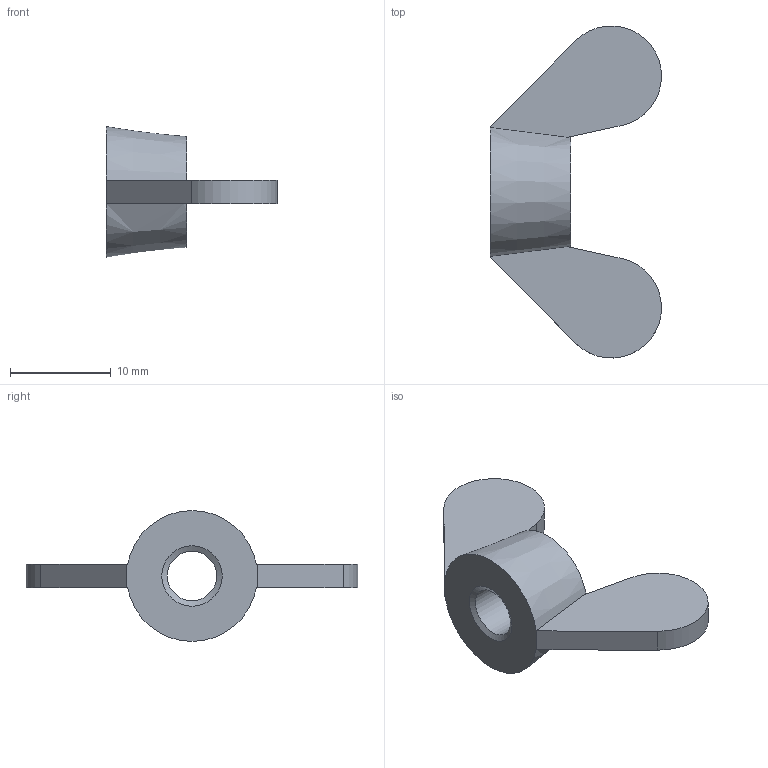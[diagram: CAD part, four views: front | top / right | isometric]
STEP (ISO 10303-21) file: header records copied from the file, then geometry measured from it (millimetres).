
FILE_DESCRIPTION(/* description */ ('Wing Nut'),/* implementation_level */ '2;1');
FILE_NAME(/* name */ 'DIN 315 - M6.stp',/* time_stamp */ '2019-07-07T13:28:11-07:00',/* author */ ('ZEUSLAP'),/* organization */ (''),/* preprocessor_version */ 'ST-DEVELOPER v16.13',/* originating_system */ 'Autodesk Inventor 2018',/* authorisation */ '');
FILE_SCHEMA (('AUTOMOTIVE_DESIGN { 1 0 10303 214 3 1 1 }'));
Length unit declared in the file: millimetre
Products named in the file (1): DIN 315 - M6
Bounding box: 17 x 32.99 x 13 mm (x, y, z)
Volume: 1285.8 mm3; surface area: 1207.6 mm2
Topology: 1 solids, 1 shells, 16 faces, 40 edges, 26 vertices
Faces by surface type: plane 10, cone 3, cylinder 3
Full cylindrical faces by diameter (mm): 4.917 x1
Entity records: 503 total; most frequent: CARTESIAN_POINT 87, DIRECTION 82, ORIENTED_EDGE 74, EDGE_CURVE 37, AXIS2_PLACEMENT_3D 32, VERTEX_POINT 25, EDGE_LOOP 20, LINE 18
